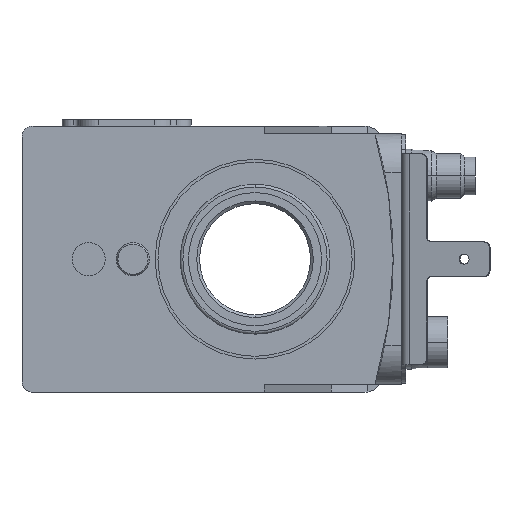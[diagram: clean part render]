
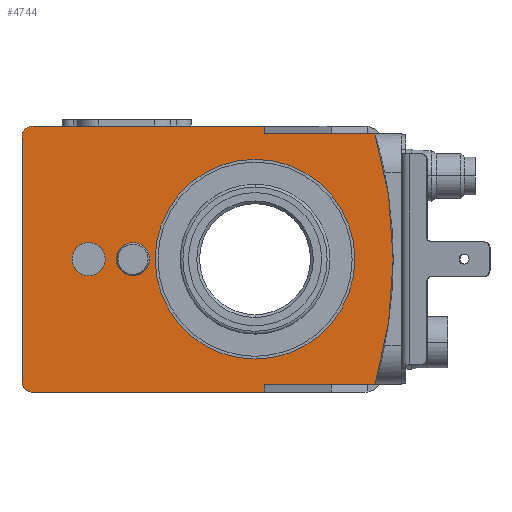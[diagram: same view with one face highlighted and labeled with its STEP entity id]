
A CAD part, left-side view. The second image highlights one B-rep face of the part: STEP entity #4744.
In plain terms, the highlighted face is planar.
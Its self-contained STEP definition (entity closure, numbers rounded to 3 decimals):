
#12 = LINE ( 'NONE', #10699, #2249 ) ;
#117 = ORIENTED_EDGE ( 'NONE', *, *, #7769, .F. ) ;
#293 = CARTESIAN_POINT ( 'NONE',  ( 24., -1.7, 0. ) ) ;
#360 = CARTESIAN_POINT ( 'NONE',  ( 22., 40., 0. ) ) ;
#448 = VERTEX_POINT ( 'NONE', #1098 ) ;
#528 = CARTESIAN_POINT ( 'NONE',  ( -24., 40., 0. ) ) ;
#532 = ORIENTED_EDGE ( 'NONE', *, *, #9704, .F. ) ;
#611 = PLANE ( 'NONE',  #3980 ) ;
#847 = VERTEX_POINT ( 'NONE', #528 ) ;
#905 = DIRECTION ( 'NONE',  ( 0., -1., 0. ) ) ;
#1005 = DIRECTION ( 'NONE',  ( 0., 0., -1. ) ) ;
#1098 = CARTESIAN_POINT ( 'NONE',  ( 22.565, -1.7, 0. ) ) ;
#1194 = CIRCLE ( 'NONE', #4072, 2.985 ) ;
#1251 = VERTEX_POINT ( 'NONE', #3495 ) ;
#1268 = AXIS2_PLACEMENT_3D ( 'NONE', #9731, #3891, #8921 ) ;
#1367 = DIRECTION ( 'NONE',  ( 0., 0., -1. ) ) ;
#1514 = CARTESIAN_POINT ( 'NONE',  ( 18., 0., 0. ) ) ;
#1644 = CARTESIAN_POINT ( 'NONE',  ( 0., 54.3, 0. ) ) ;
#1729 = FACE_BOUND ( 'NONE', #5823, .T. ) ;
#1910 = ORIENTED_EDGE ( 'NONE', *, *, #9025, .F. ) ;
#1988 = CARTESIAN_POINT ( 'NONE',  ( -2.985, 30., 0. ) ) ;
#2051 = CIRCLE ( 'NONE', #8566, 79.2 ) ;
#2058 = CARTESIAN_POINT ( 'NONE',  ( -18., 0., 0. ) ) ;
#2080 = VECTOR ( 'NONE', #3693, 1000. ) ;
#2168 = LINE ( 'NONE', #6257, #6366 ) ;
#2249 = VECTOR ( 'NONE', #9830, 1000. ) ;
#2271 = AXIS2_PLACEMENT_3D ( 'NONE', #360, #6225, #4517 ) ;
#2307 = CARTESIAN_POINT ( 'NONE',  ( 0., 54.3, 0. ) ) ;
#2348 = EDGE_CURVE ( 'NONE', #1251, #8697, #12, .T. ) ;
#2398 = CARTESIAN_POINT ( 'NONE',  ( 24., 42., 0. ) ) ;
#2406 = AXIS2_PLACEMENT_3D ( 'NONE', #7265, #1367, #6407 ) ;
#2489 = VERTEX_POINT ( 'NONE', #3082 ) ;
#2499 = CIRCLE ( 'NONE', #8624, 18. ) ;
#2693 = CARTESIAN_POINT ( 'NONE',  ( 22.565, -21.617, 0. ) ) ;
#2773 = EDGE_CURVE ( 'NONE', #5887, #448, #10682, .T. ) ;
#2941 = CARTESIAN_POINT ( 'NONE',  ( -24., 42., 0. ) ) ;
#3054 = EDGE_LOOP ( 'NONE', ( #3983, #5677 ) ) ;
#3082 = CARTESIAN_POINT ( 'NONE',  ( 2.985, 22., 0. ) ) ;
#3110 = CARTESIAN_POINT ( 'NONE',  ( 0., 0., 0. ) ) ;
#3158 = CARTESIAN_POINT ( 'NONE',  ( 0., 30., 0. ) ) ;
#3328 = CIRCLE ( 'NONE', #2406, 2.985 ) ;
#3396 = VERTEX_POINT ( 'NONE', #1988 ) ;
#3495 = CARTESIAN_POINT ( 'NONE',  ( -24., -1.7, 0. ) ) ;
#3570 = CARTESIAN_POINT ( 'NONE',  ( -22.565, -1.7, 0. ) ) ;
#3643 = EDGE_LOOP ( 'NONE', ( #10225, #3774 ) ) ;
#3693 = DIRECTION ( 'NONE',  ( -1., 0., 0. ) ) ;
#3774 = ORIENTED_EDGE ( 'NONE', *, *, #10813, .F. ) ;
#3856 = DIRECTION ( 'NONE',  ( 0., 0., 1. ) ) ;
#3879 = EDGE_CURVE ( 'NONE', #5237, #448, #2168, .T. ) ;
#3888 = CARTESIAN_POINT ( 'NONE',  ( -2.985, 22., 0. ) ) ;
#3891 = DIRECTION ( 'NONE',  ( 0., 0., -1. ) ) ;
#3961 = FACE_OUTER_BOUND ( 'NONE', #8134, .T. ) ;
#3980 = AXIS2_PLACEMENT_3D ( 'NONE', #2307, #9878, #10604 ) ;
#3983 = ORIENTED_EDGE ( 'NONE', *, *, #8607, .F. ) ;
#3994 = DIRECTION ( 'NONE',  ( 0., 0., -1. ) ) ;
#4072 = AXIS2_PLACEMENT_3D ( 'NONE', #7057, #10318, #5351 ) ;
#4160 = CARTESIAN_POINT ( 'NONE',  ( 24., 40., 0. ) ) ;
#4300 = LINE ( 'NONE', #2398, #6565 ) ;
#4372 = CARTESIAN_POINT ( 'NONE',  ( 24., -1.7, 0. ) ) ;
#4378 = ORIENTED_EDGE ( 'NONE', *, *, #9829, .F. ) ;
#4505 = EDGE_CURVE ( 'NONE', #10448, #8528, #10470, .T. ) ;
#4517 = DIRECTION ( 'NONE',  ( 1., 0., 0. ) ) ;
#4540 = ORIENTED_EDGE ( 'NONE', *, *, #9624, .T. ) ;
#4599 = CIRCLE ( 'NONE', #6480, 2.985 ) ;
#4682 = AXIS2_PLACEMENT_3D ( 'NONE', #3158, #3994, #4855 ) ;
#4744 = ADVANCED_FACE ( 'NONE', ( #8168, #10338, #1729, #3961 ), #611, .F. ) ;
#4855 = DIRECTION ( 'NONE',  ( -1., 0., 0. ) ) ;
#4866 = ORIENTED_EDGE ( 'NONE', *, *, #2773, .T. ) ;
#4889 = CARTESIAN_POINT ( 'NONE',  ( -22.565, -1.7, 0. ) ) ;
#4935 = DIRECTION ( 'NONE',  ( 1., 0., 0. ) ) ;
#5218 = EDGE_CURVE ( 'NONE', #7854, #3396, #4599, .T. ) ;
#5237 = VERTEX_POINT ( 'NONE', #2693 ) ;
#5280 = DIRECTION ( 'NONE',  ( -1., 0., 0. ) ) ;
#5351 = DIRECTION ( 'NONE',  ( -1., 0., 0. ) ) ;
#5378 = CARTESIAN_POINT ( 'NONE',  ( 2.985, 30., 0. ) ) ;
#5429 = DIRECTION ( 'NONE',  ( 0., 0., 1. ) ) ;
#5572 = CIRCLE ( 'NONE', #1268, 2. ) ;
#5677 = ORIENTED_EDGE ( 'NONE', *, *, #5218, .F. ) ;
#5708 = LINE ( 'NONE', #3570, #7944 ) ;
#5750 = CARTESIAN_POINT ( 'NONE',  ( -22.565, -21.617, 0. ) ) ;
#5761 = ORIENTED_EDGE ( 'NONE', *, *, #6208, .T. ) ;
#5823 = EDGE_LOOP ( 'NONE', ( #4540, #8952 ) ) ;
#5859 = LINE ( 'NONE', #2941, #10013 ) ;
#5887 = VERTEX_POINT ( 'NONE', #4372 ) ;
#5920 = EDGE_CURVE ( 'NONE', #9384, #2489, #1194, .T. ) ;
#6128 = ORIENTED_EDGE ( 'NONE', *, *, #10795, .T. ) ;
#6139 = DIRECTION ( 'NONE',  ( -1., 0., 0. ) ) ;
#6208 = EDGE_CURVE ( 'NONE', #10448, #9789, #7489, .T. ) ;
#6225 = DIRECTION ( 'NONE',  ( 0., 0., -1. ) ) ;
#6257 = CARTESIAN_POINT ( 'NONE',  ( 22.565, -1.7, 0. ) ) ;
#6331 = DIRECTION ( 'NONE',  ( 0., 1., 0. ) ) ;
#6344 = EDGE_CURVE ( 'NONE', #10196, #9670, #2499, .T. ) ;
#6363 = CARTESIAN_POINT ( 'NONE',  ( -22., 42., 0. ) ) ;
#6366 = VECTOR ( 'NONE', #6331, 1000. ) ;
#6407 = DIRECTION ( 'NONE',  ( -1., 0., 0. ) ) ;
#6473 = VERTEX_POINT ( 'NONE', #5750 ) ;
#6480 = AXIS2_PLACEMENT_3D ( 'NONE', #7731, #1005, #6884 ) ;
#6565 = VECTOR ( 'NONE', #7416, 1000. ) ;
#6761 = ORIENTED_EDGE ( 'NONE', *, *, #2348, .F. ) ;
#6812 = DIRECTION ( 'NONE',  ( 1., 0., 0. ) ) ;
#6884 = DIRECTION ( 'NONE',  ( -1., 0., 0. ) ) ;
#7057 = CARTESIAN_POINT ( 'NONE',  ( 0., 22., 0. ) ) ;
#7265 = CARTESIAN_POINT ( 'NONE',  ( 0., 22., 0. ) ) ;
#7292 = AXIS2_PLACEMENT_3D ( 'NONE', #3110, #9859, #4935 ) ;
#7416 = DIRECTION ( 'NONE',  ( 0., 1., 0. ) ) ;
#7489 = CIRCLE ( 'NONE', #2271, 2. ) ;
#7731 = CARTESIAN_POINT ( 'NONE',  ( 0., 30., 0. ) ) ;
#7769 = EDGE_CURVE ( 'NONE', #8697, #6473, #5708, .T. ) ;
#7789 = CARTESIAN_POINT ( 'NONE',  ( 24., 42., 0. ) ) ;
#7854 = VERTEX_POINT ( 'NONE', #5378 ) ;
#7944 = VECTOR ( 'NONE', #8577, 1000. ) ;
#8045 = VECTOR ( 'NONE', #5280, 1000. ) ;
#8134 = EDGE_LOOP ( 'NONE', ( #532, #6128, #9180, #5761, #1910, #4866, #10647, #4378, #117, #6761 ) ) ;
#8168 = FACE_BOUND ( 'NONE', #3643, .T. ) ;
#8528 = VERTEX_POINT ( 'NONE', #6363 ) ;
#8531 = CARTESIAN_POINT ( 'NONE',  ( 22., 42., 0. ) ) ;
#8566 = AXIS2_PLACEMENT_3D ( 'NONE', #1644, #5429, #6139 ) ;
#8577 = DIRECTION ( 'NONE',  ( 0., -1., 0. ) ) ;
#8588 = CIRCLE ( 'NONE', #7292, 18. ) ;
#8607 = EDGE_CURVE ( 'NONE', #3396, #7854, #10200, .T. ) ;
#8624 = AXIS2_PLACEMENT_3D ( 'NONE', #9699, #3856, #6812 ) ;
#8697 = VERTEX_POINT ( 'NONE', #4889 ) ;
#8921 = DIRECTION ( 'NONE',  ( 1., 0., 0. ) ) ;
#8952 = ORIENTED_EDGE ( 'NONE', *, *, #6344, .T. ) ;
#9025 = EDGE_CURVE ( 'NONE', #5887, #9789, #4300, .T. ) ;
#9180 = ORIENTED_EDGE ( 'NONE', *, *, #4505, .F. ) ;
#9384 = VERTEX_POINT ( 'NONE', #3888 ) ;
#9624 = EDGE_CURVE ( 'NONE', #9670, #10196, #8588, .T. ) ;
#9670 = VERTEX_POINT ( 'NONE', #1514 ) ;
#9699 = CARTESIAN_POINT ( 'NONE',  ( 0., 0., 0. ) ) ;
#9704 = EDGE_CURVE ( 'NONE', #847, #1251, #5859, .T. ) ;
#9731 = CARTESIAN_POINT ( 'NONE',  ( -22., 40., 0. ) ) ;
#9789 = VERTEX_POINT ( 'NONE', #4160 ) ;
#9829 = EDGE_CURVE ( 'NONE', #6473, #5237, #2051, .T. ) ;
#9830 = DIRECTION ( 'NONE',  ( 1., 0., 0. ) ) ;
#9859 = DIRECTION ( 'NONE',  ( 0., 0., 1. ) ) ;
#9878 = DIRECTION ( 'NONE',  ( 0., 0., 1. ) ) ;
#10013 = VECTOR ( 'NONE', #905, 1000. ) ;
#10196 = VERTEX_POINT ( 'NONE', #2058 ) ;
#10200 = CIRCLE ( 'NONE', #4682, 2.985 ) ;
#10225 = ORIENTED_EDGE ( 'NONE', *, *, #5920, .F. ) ;
#10318 = DIRECTION ( 'NONE',  ( 0., 0., -1. ) ) ;
#10338 = FACE_BOUND ( 'NONE', #3054, .T. ) ;
#10448 = VERTEX_POINT ( 'NONE', #8531 ) ;
#10470 = LINE ( 'NONE', #7789, #8045 ) ;
#10604 = DIRECTION ( 'NONE',  ( 1., 0., 0. ) ) ;
#10647 = ORIENTED_EDGE ( 'NONE', *, *, #3879, .F. ) ;
#10682 = LINE ( 'NONE', #293, #2080 ) ;
#10699 = CARTESIAN_POINT ( 'NONE',  ( -24., -1.7, 0. ) ) ;
#10795 = EDGE_CURVE ( 'NONE', #847, #8528, #5572, .T. ) ;
#10813 = EDGE_CURVE ( 'NONE', #2489, #9384, #3328, .T. ) ;
